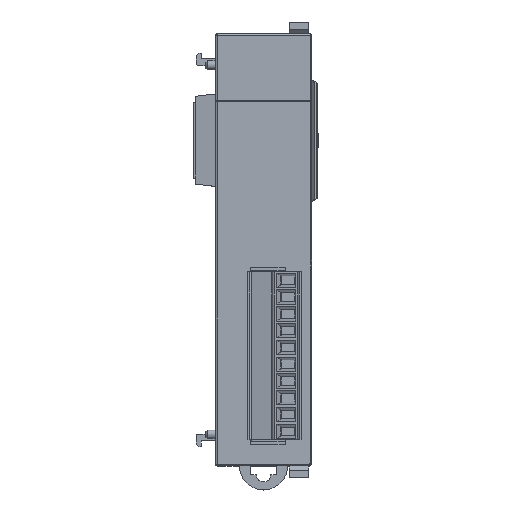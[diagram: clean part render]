
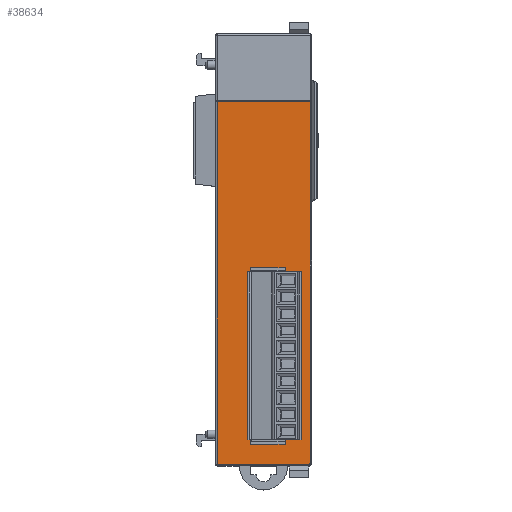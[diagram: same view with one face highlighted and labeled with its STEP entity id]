
A CAD part, top view. The second image highlights one B-rep face of the part: STEP entity #38634.
In plain terms, the highlighted planar face has unit normal (0, 0, 1).
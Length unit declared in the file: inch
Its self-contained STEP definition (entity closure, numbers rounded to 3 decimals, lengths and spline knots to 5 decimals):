
#2377 = CARTESIAN_POINT ( 'NONE',  ( 0.17835, -1.3569, 2.3622 ) ) ;
#3867 = CARTESIAN_POINT ( 'NONE',  ( -0.38071, -6.14997, 2.3622 ) ) ;
#4384 = VERTEX_POINT ( 'NONE', #46187 ) ;
#7141 = B_SPLINE_CURVE_WITH_KNOTS ( 'NONE', 3,
 ( #59721, #41402, #14678, #21891, #47777, #33797 ),
 .UNSPECIFIED., .F., .F.,
 ( 4, 2, 4 ),
 ( 0., 0.5, 1. ),
 .UNSPECIFIED. ) ;
#7661 = DIRECTION ( 'NONE',  ( 0., 1., 0. ) ) ;
#10656 = ORIENTED_EDGE ( 'NONE', *, *, #79803, .T. ) ;
#10676 = EDGE_CURVE ( 'NONE', #75420, #39496, #69790, .T. ) ;
#12041 = LINE ( 'NONE', #77880, #29126 ) ;
#14187 = LINE ( 'NONE', #27762, #75367 ) ;
#14678 = CARTESIAN_POINT ( 'NONE',  ( 0.37923, -1.51832, 2.3622 ) ) ;
#14934 = EDGE_CURVE ( 'NONE', #39496, #46043, #14187, .T. ) ;
#16190 = LINE ( 'NONE', #3867, #81695 ) ;
#17315 = AXIS2_PLACEMENT_3D ( 'NONE', #32251, #43702, #24615 ) ;
#18257 = FACE_BOUND ( 'NONE', #38184, .T. ) ;
#19007 = DIRECTION ( 'NONE',  ( 1., 0., 0. ) ) ;
#19180 = CARTESIAN_POINT ( 'NONE',  ( 0.38307, -1.53091, 2.3622 ) ) ;
#19254 = DIRECTION ( 'NONE',  ( 0., -1., 0. ) ) ;
#19857 = ORIENTED_EDGE ( 'NONE', *, *, #74862, .F. ) ;
#21400 = DIRECTION ( 'NONE',  ( 0., 1., 0. ) ) ;
#21891 = CARTESIAN_POINT ( 'NONE',  ( 0.3823, -1.51527, 2.3622 ) ) ;
#23127 = ORIENTED_EDGE ( 'NONE', *, *, #32052, .T. ) ;
#24615 = DIRECTION ( 'NONE',  ( 0., 1., 0. ) ) ;
#25366 = LINE ( 'NONE', #38084, #35126 ) ;
#26693 = CARTESIAN_POINT ( 'NONE',  ( 0.3752, -1.5191, 2.3622 ) ) ;
#27438 = EDGE_CURVE ( 'NONE', #46043, #50780, #37272, .T. ) ;
#27762 = CARTESIAN_POINT ( 'NONE',  ( -0.10709, -1.53091, 2.3622 ) ) ;
#28881 = ORIENTED_EDGE ( 'NONE', *, *, #14934, .T. ) ;
#29126 = VECTOR ( 'NONE', #19254, 39.37008 ) ;
#30702 = CARTESIAN_POINT ( 'NONE',  ( 0.31614, -1.3569, 2.3622 ) ) ;
#31027 = CARTESIAN_POINT ( 'NONE',  ( -0.38071, 1.45334, 2.3622 ) ) ;
#31132 = DIRECTION ( 'NONE',  ( -1., 0., 0. ) ) ;
#32052 = EDGE_CURVE ( 'NONE', #4384, #83097, #44738, .T. ) ;
#32251 = CARTESIAN_POINT ( 'NONE',  ( 0.31614, -1.53091, 2.3622 ) ) ;
#32857 = CARTESIAN_POINT ( 'NONE',  ( 0.31614, -1.5191, 2.3622 ) ) ;
#33268 = DIRECTION ( 'NONE',  ( 1., 0., 0. ) ) ;
#33797 = CARTESIAN_POINT ( 'NONE',  ( 0.38307, -1.51123, 2.3622 ) ) ;
#34599 = VECTOR ( 'NONE', #31132, 39.37008 ) ;
#35126 = VECTOR ( 'NONE', #19007, 39.37008 ) ;
#36962 = VERTEX_POINT ( 'NONE', #42205 ) ;
#37260 = EDGE_LOOP ( 'NONE', ( #19857, #23127, #55393, #75165, #79107 ) ) ;
#37272 = LINE ( 'NONE', #62366, #70209 ) ;
#38084 = CARTESIAN_POINT ( 'NONE',  ( 0.31614, 1.45334, 2.3622 ) ) ;
#38184 = EDGE_LOOP ( 'NONE', ( #43426, #10656, #70329, #28881 ) ) ;
#38634 = ADVANCED_FACE ( 'NONE', ( #18257, #82839 ), #52192, .T. ) ;
#39496 = VERTEX_POINT ( 'NONE', #53652 ) ;
#40188 = EDGE_CURVE ( 'NONE', #43215, #36962, #25366, .T. ) ;
#41402 = CARTESIAN_POINT ( 'NONE',  ( 0.37736, -1.5191, 2.3622 ) ) ;
#42205 = CARTESIAN_POINT ( 'NONE',  ( 0.38307, 1.45334, 2.3622 ) ) ;
#43215 = VERTEX_POINT ( 'NONE', #31027 ) ;
#43426 = ORIENTED_EDGE ( 'NONE', *, *, #27438, .T. ) ;
#43702 = DIRECTION ( 'NONE',  ( 0., 0., 1. ) ) ;
#44738 = LINE ( 'NONE', #32857, #46519 ) ;
#46043 = VERTEX_POINT ( 'NONE', #64165 ) ;
#46187 = CARTESIAN_POINT ( 'NONE',  ( -0.38071, -1.5191, 2.3622 ) ) ;
#46519 = VECTOR ( 'NONE', #33268, 39.37008 ) ;
#47777 = CARTESIAN_POINT ( 'NONE',  ( 0.38307, -1.51342, 2.3622 ) ) ;
#50780 = VERTEX_POINT ( 'NONE', #70186 ) ;
#51444 = LINE ( 'NONE', #19180, #51958 ) ;
#51958 = VECTOR ( 'NONE', #7661, 39.37008 ) ;
#52192 = PLANE ( 'NONE',  #17315 ) ;
#53652 = CARTESIAN_POINT ( 'NONE',  ( -0.10709, -1.3569, 2.3622 ) ) ;
#55393 = ORIENTED_EDGE ( 'NONE', *, *, #71269, .T. ) ;
#59721 = CARTESIAN_POINT ( 'NONE',  ( 0.3752, -1.5191, 2.3622 ) ) ;
#62366 = CARTESIAN_POINT ( 'NONE',  ( 0.31614, 0.09192, 2.3622 ) ) ;
#64165 = CARTESIAN_POINT ( 'NONE',  ( -0.10709, 0.09192, 2.3622 ) ) ;
#69214 = EDGE_CURVE ( 'NONE', #78781, #36962, #51444, .T. ) ;
#69790 = LINE ( 'NONE', #30702, #34599 ) ;
#70186 = CARTESIAN_POINT ( 'NONE',  ( 0.17835, 0.09192, 2.3622 ) ) ;
#70209 = VECTOR ( 'NONE', #82772, 39.37008 ) ;
#70329 = ORIENTED_EDGE ( 'NONE', *, *, #10676, .T. ) ;
#71269 = EDGE_CURVE ( 'NONE', #83097, #78781, #7141, .T. ) ;
#73056 = CARTESIAN_POINT ( 'NONE',  ( 0.38307, -1.51123, 2.3622 ) ) ;
#73572 = DIRECTION ( 'NONE',  ( 0., 1., 0. ) ) ;
#74862 = EDGE_CURVE ( 'NONE', #4384, #43215, #16190, .T. ) ;
#75165 = ORIENTED_EDGE ( 'NONE', *, *, #69214, .T. ) ;
#75367 = VECTOR ( 'NONE', #21400, 39.37008 ) ;
#75420 = VERTEX_POINT ( 'NONE', #2377 ) ;
#77880 = CARTESIAN_POINT ( 'NONE',  ( 0.17835, -1.53091, 2.3622 ) ) ;
#78781 = VERTEX_POINT ( 'NONE', #73056 ) ;
#79107 = ORIENTED_EDGE ( 'NONE', *, *, #40188, .F. ) ;
#79803 = EDGE_CURVE ( 'NONE', #50780, #75420, #12041, .T. ) ;
#81695 = VECTOR ( 'NONE', #73572, 39.37008 ) ;
#82772 = DIRECTION ( 'NONE',  ( 1., 0., 0. ) ) ;
#82839 = FACE_OUTER_BOUND ( 'NONE', #37260, .T. ) ;
#83097 = VERTEX_POINT ( 'NONE', #26693 ) ;
